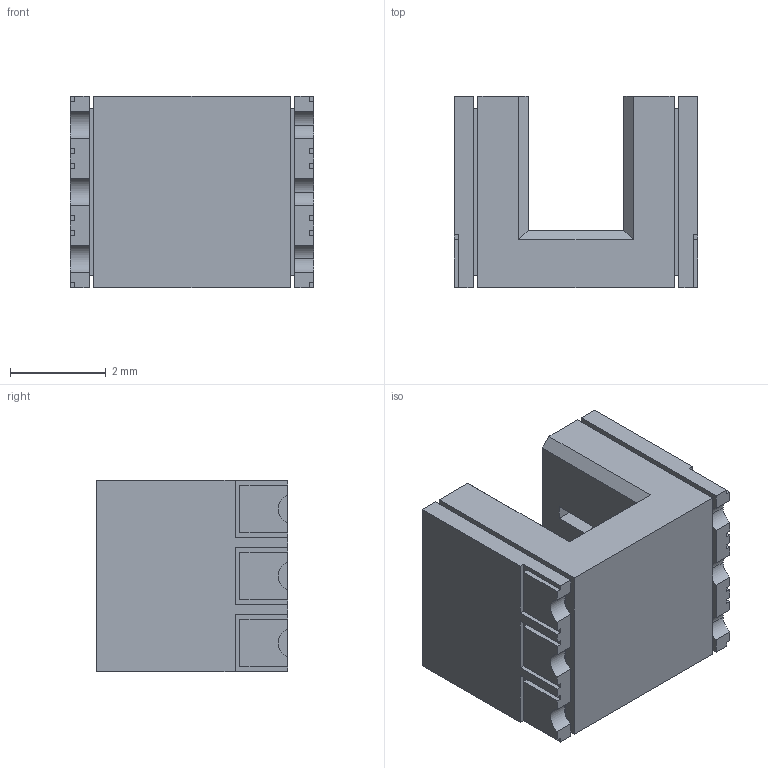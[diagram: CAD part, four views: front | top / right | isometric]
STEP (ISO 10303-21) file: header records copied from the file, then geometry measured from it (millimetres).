
FILE_DESCRIPTION (( 'STEP AP214' ), '1' );
FILE_NAME ('EE_SX1321.step', '2023-08-22T01:06:46', ( 'OSMC1.0 ' ), ( ' ' ), 'SwSTEP 2.0', 'SolidWorks 2002025', '' );
FILE_SCHEMA (( 'AUTOMOTIVE_DESIGN' ));
Length unit declared in the file: millimetre
Products named in the file (1): EE_SX1321
Bounding box: 5.1 x 4 x 4 mm (x, y, z)
Volume: 54.9 mm3; surface area: 148.4 mm2
Topology: 1 solids, 1 shells, 114 faces, 309 edges, 204 vertices
Faces by surface type: plane 103, cylinder 11
Entity records: 3915 total; most frequent: CARTESIAN_POINT 628, ORIENTED_EDGE 618, DIRECTION 563, EDGE_CURVE 309, LINE 285, VECTOR 285, VERTEX_POINT 204, AXIS2_PLACEMENT_3D 139
